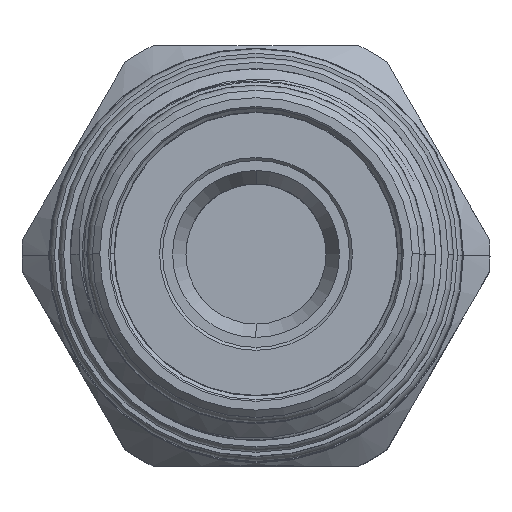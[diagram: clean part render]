
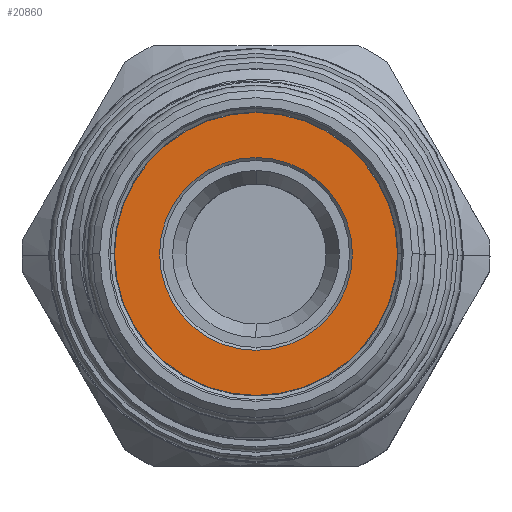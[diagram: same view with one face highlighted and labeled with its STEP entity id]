
A CAD part, top view. The second image highlights one B-rep face of the part: STEP entity #20860.
In plain terms, the highlighted planar face has unit normal (0, 0, 1).
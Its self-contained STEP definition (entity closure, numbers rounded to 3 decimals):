
#230 = AXIS2_PLACEMENT_3D ( 'NONE', #17877, #11352, #1406 ) ;
#560 = PLANE ( 'NONE',  #8417 ) ;
#864 = CARTESIAN_POINT ( 'NONE',  ( 0., 0., 19.06 ) ) ;
#1406 = DIRECTION ( 'NONE',  ( 0., -1., 0. ) ) ;
#1986 = CARTESIAN_POINT ( 'NONE',  ( 0., -9.615, 19.06 ) ) ;
#5188 = CIRCLE ( 'NONE', #5893, 9.615 ) ;
#5842 = DIRECTION ( 'NONE',  ( 0., 0., -1. ) ) ;
#5893 = AXIS2_PLACEMENT_3D ( 'NONE', #11494, #6689, #19717 ) ;
#5908 = DIRECTION ( 'NONE',  ( 0., -1., 0. ) ) ;
#5942 = EDGE_LOOP ( 'NONE', ( #9347, #16899 ) ) ;
#5960 = EDGE_LOOP ( 'NONE', ( #12329, #17669 ) ) ;
#6689 = DIRECTION ( 'NONE',  ( 0., 0., -1. ) ) ;
#6956 = CIRCLE ( 'NONE', #230, 9.615 ) ;
#7766 = CARTESIAN_POINT ( 'NONE',  ( 0., -6.55, 19.06 ) ) ;
#8417 = AXIS2_PLACEMENT_3D ( 'NONE', #20145, #10498, #15320 ) ;
#9263 = EDGE_CURVE ( 'NONE', #13319, #18906, #6956, .T. ) ;
#9347 = ORIENTED_EDGE ( 'NONE', *, *, #12393, .T. ) ;
#10454 = AXIS2_PLACEMENT_3D ( 'NONE', #864, #5842, #5908 ) ;
#10498 = DIRECTION ( 'NONE',  ( 0., 0., 1. ) ) ;
#10877 = EDGE_CURVE ( 'NONE', #20363, #12517, #17964, .T. ) ;
#11352 = DIRECTION ( 'NONE',  ( 0., 0., -1. ) ) ;
#11494 = CARTESIAN_POINT ( 'NONE',  ( 0., 0., 19.06 ) ) ;
#11581 = CARTESIAN_POINT ( 'NONE',  ( 0., 9.615, 19.06 ) ) ;
#11750 = CARTESIAN_POINT ( 'NONE',  ( 0., 6.55, 19.06 ) ) ;
#11757 = FACE_OUTER_BOUND ( 'NONE', #5960, .T. ) ;
#12329 = ORIENTED_EDGE ( 'NONE', *, *, #15822, .F. ) ;
#12393 = EDGE_CURVE ( 'NONE', #12517, #20363, #19172, .T. ) ;
#12517 = VERTEX_POINT ( 'NONE', #11750 ) ;
#13019 = AXIS2_PLACEMENT_3D ( 'NONE', #19009, #14377, #19082 ) ;
#13319 = VERTEX_POINT ( 'NONE', #11581 ) ;
#14377 = DIRECTION ( 'NONE',  ( 0., 0., -1. ) ) ;
#15320 = DIRECTION ( 'NONE',  ( 0., 1., 0. ) ) ;
#15822 = EDGE_CURVE ( 'NONE', #18906, #13319, #5188, .T. ) ;
#16899 = ORIENTED_EDGE ( 'NONE', *, *, #10877, .T. ) ;
#17669 = ORIENTED_EDGE ( 'NONE', *, *, #9263, .F. ) ;
#17877 = CARTESIAN_POINT ( 'NONE',  ( 0., 0., 19.06 ) ) ;
#17964 = CIRCLE ( 'NONE', #10454, 6.55 ) ;
#18906 = VERTEX_POINT ( 'NONE', #1986 ) ;
#19009 = CARTESIAN_POINT ( 'NONE',  ( 0., 0., 19.06 ) ) ;
#19082 = DIRECTION ( 'NONE',  ( 0., -1., 0. ) ) ;
#19172 = CIRCLE ( 'NONE', #13019, 6.55 ) ;
#19717 = DIRECTION ( 'NONE',  ( 0., -1., 0. ) ) ;
#20145 = CARTESIAN_POINT ( 'NONE',  ( 0., 0., 19.06 ) ) ;
#20363 = VERTEX_POINT ( 'NONE', #7766 ) ;
#20695 = FACE_BOUND ( 'NONE', #5942, .T. ) ;
#20860 = ADVANCED_FACE ( 'NONE', ( #20695, #11757 ), #560, .T. ) ;
